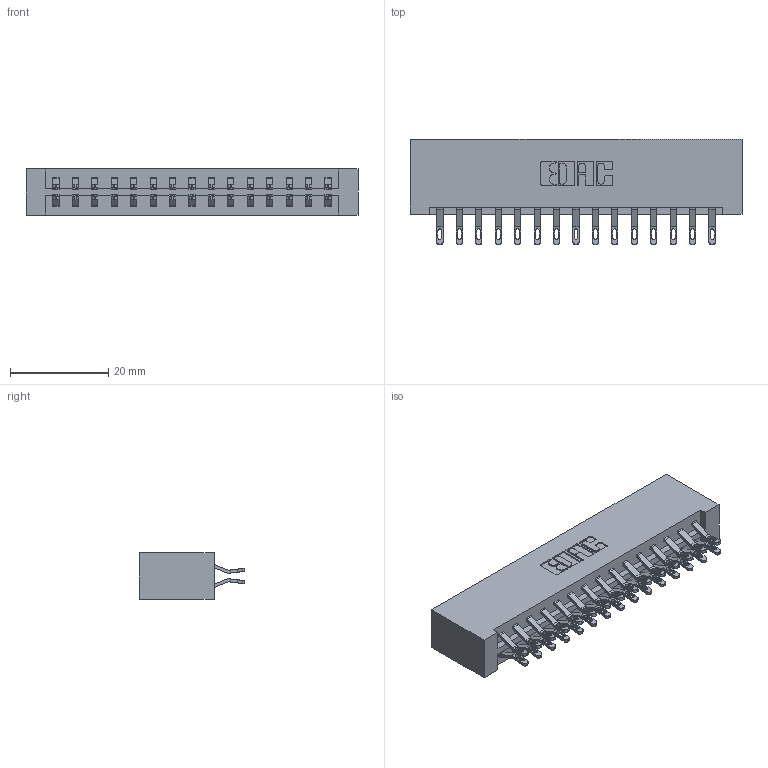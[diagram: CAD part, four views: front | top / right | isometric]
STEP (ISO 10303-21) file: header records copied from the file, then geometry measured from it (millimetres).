
FILE_DESCRIPTION (( 'STEP AP203' ), '1' );
FILE_NAME ('333-030-555-201.STEP', '2018-08-02T18:26:05', ( '' ), ( '' ), 'SwSTEP 2.0', 'SolidWorks 2016', '' );
FILE_SCHEMA (( 'CONFIG_CONTROL_DESIGN' ));
Length unit declared in the file: inch
Products named in the file (3): 333 Part_Lugless; 345-292-001_555 Tail; 333-030-555-201
Assembly tree (31 placements, depth 2):
  333-030-555-201
    333 Part_Lugless
    345-292-001_555 Tail  x30
Bounding box: 67.69 x 21.47 x 9.4 mm (x, y, z)
Volume: 7377.6 mm3; surface area: 8781.8 mm2
Topology: 31 solids, 31 shells, 1846 faces, 5777 edges, 3850 vertices
Faces by surface type: plane 1086, cylinder 760
Entity records: 13191 total; most frequent: CARTESIAN_POINT 2252, ORIENTED_EDGE 2158, DIRECTION 1935, EDGE_CURVE 1079, LINE 939, VECTOR 939, VERTEX_POINT 718, AXIS2_PLACEMENT_3D 498
